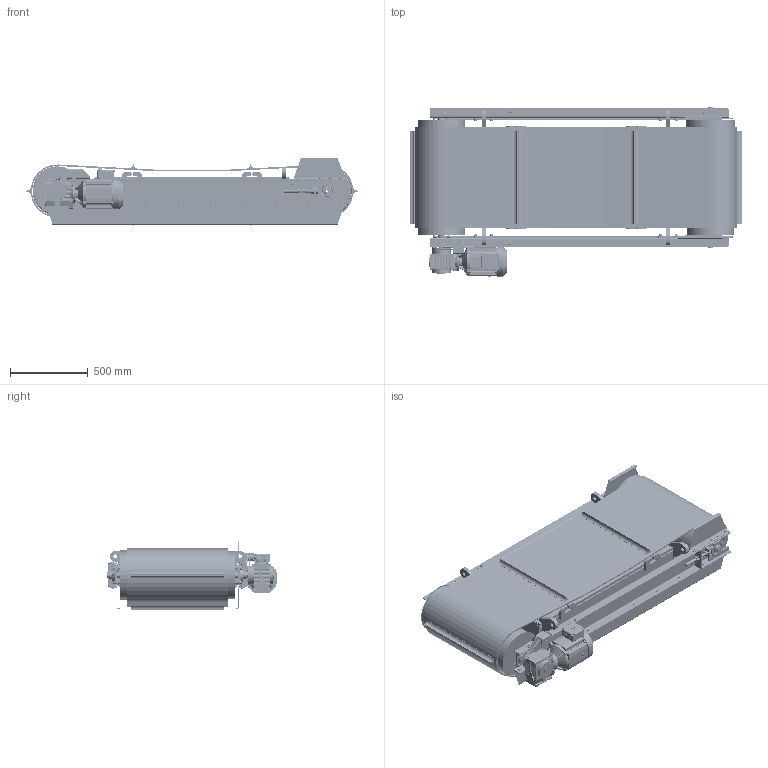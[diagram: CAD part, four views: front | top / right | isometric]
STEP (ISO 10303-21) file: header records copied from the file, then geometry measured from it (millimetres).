
FILE_DESCRIPTION(/* description */ (''),/* implementation_level */ '2;1');
FILE_NAME(/* name */ 'ROFC100330.stp',/* time_stamp */ '2023-03-06T06:46:12+01:00',/* author */ ('LF'),/* organization */ (''),/* preprocessor_version */ 'ST-DEVELOPER v18.1',/* originating_system */ 'Autodesk Inventor 2021',/* authorisation */ '');
FILE_SCHEMA (('AUTOMOTIVE_DESIGN { 1 0 10303 214 3 1 1 }'));
Length unit declared in the file: millimetre
Products named in the file (1): ROFC100330_Obal_1
Bounding box: 2132 x 1094.5 x 441.92 mm (x, y, z)
Volume: 106061179 mm3; surface area: 20713430.7 mm2
Topology: 305 solids, 305 shells, 6700 faces, 15233 edges, 9497 vertices
Faces by surface type: plane 3306, cylinder 1709, cone 1242, bspline 221, torus 158, sphere 64
Full cylindrical faces by diameter (mm): 3 x4, 5 x9, 6 x68, 6.6 x4, 6.647 x45, 7.323 x40, 8 x48, 8.376 x19, 8.4 x58, 9 x47, 9.188 x20, 9.7 x4, 9.8 x2, 10 x72, 10.106 x7, 10.2 x2, 10.4 x1, 10.5 x34, 11 x1, 11.053 x8, 11.4 x40, 12 x25, 13 x8, 13.835 x6, 14 x15, 14.4 x8, 15 x5, 15.4 x20, 15.6 x1, 16 x64
Entity records: 216530 total; most frequent: CARTESIAN_POINT 61356, DIRECTION 30685, ORIENTED_EDGE 30372, EDGE_CURVE 15186, AXIS2_PLACEMENT_3D 11522, VERTEX_POINT 9501, EDGE_LOOP 7907, LINE 7641
